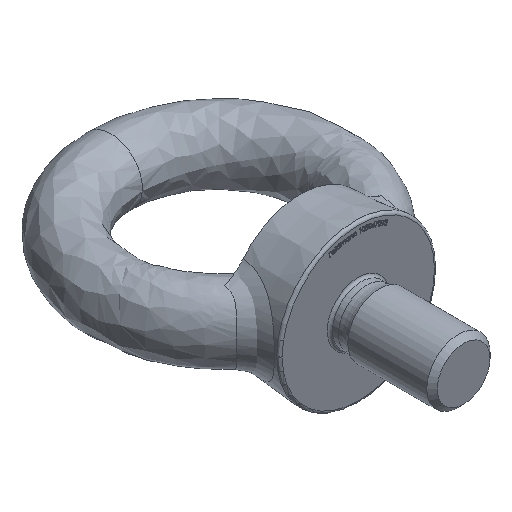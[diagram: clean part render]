
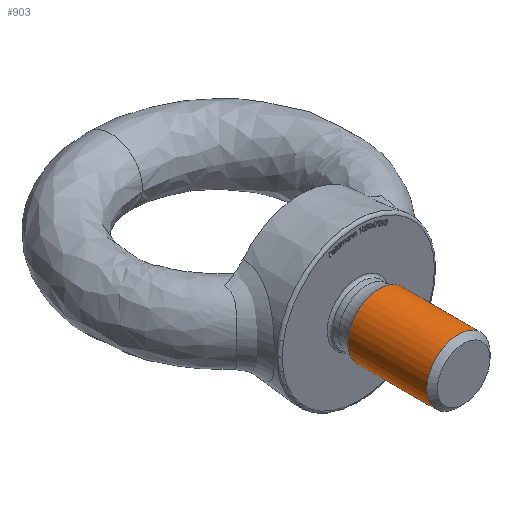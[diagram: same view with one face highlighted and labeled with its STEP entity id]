
A CAD part, isometric view. The second image highlights one B-rep face of the part: STEP entity #903.
In plain terms, the highlighted cylindrical face has radius 6 mm (diameter 12 mm), a full revolution.
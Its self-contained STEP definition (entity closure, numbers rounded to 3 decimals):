
#187 = CIRCLE ( 'NONE', #7976, 6. ) ;
#903 = ADVANCED_FACE ( 'NONE', ( #10784, #4881 ), #5913, .T. ) ;
#1459 = DIRECTION ( 'NONE',  ( -1., 0., 0. ) ) ;
#2018 = ORIENTED_EDGE ( 'NONE', *, *, #11008, .T. ) ;
#2049 = CARTESIAN_POINT ( 'NONE',  ( 0., -19., 0. ) ) ;
#2464 = DIRECTION ( 'NONE',  ( 0., 1., 0. ) ) ;
#3183 = EDGE_LOOP ( 'NONE', ( #6990 ) ) ;
#3602 = DIRECTION ( 'NONE',  ( 0., -1., 0. ) ) ;
#3727 = AXIS2_PLACEMENT_3D ( 'NONE', #9129, #2464, #1459 ) ;
#4133 = VERTEX_POINT ( 'NONE', #5234 ) ;
#4186 = DIRECTION ( 'NONE',  ( 0., 1., 0. ) ) ;
#4379 = EDGE_LOOP ( 'NONE', ( #2018 ) ) ;
#4881 = FACE_OUTER_BOUND ( 'NONE', #4379, .T. ) ;
#5234 = CARTESIAN_POINT ( 'NONE',  ( 6., -4., 0. ) ) ;
#5396 = DIRECTION ( 'NONE',  ( 1., 0., 0. ) ) ;
#5785 = CARTESIAN_POINT ( 'NONE',  ( 0., -4., 0. ) ) ;
#5913 = CYLINDRICAL_SURFACE ( 'NONE', #3727, 6. ) ;
#6990 = ORIENTED_EDGE ( 'NONE', *, *, #13582, .T. ) ;
#7976 = AXIS2_PLACEMENT_3D ( 'NONE', #2049, #4186, #5396 ) ;
#8023 = DIRECTION ( 'NONE',  ( 1., 0., 0. ) ) ;
#9129 = CARTESIAN_POINT ( 'NONE',  ( 0., -20., 0. ) ) ;
#9291 = AXIS2_PLACEMENT_3D ( 'NONE', #5785, #3602, #8023 ) ;
#9491 = CARTESIAN_POINT ( 'NONE',  ( 6., -19., 0. ) ) ;
#10784 = FACE_OUTER_BOUND ( 'NONE', #3183, .T. ) ;
#11008 = EDGE_CURVE ( 'NONE', #4133, #4133, #11680, .T. ) ;
#11680 = CIRCLE ( 'NONE', #9291, 6. ) ;
#13117 = VERTEX_POINT ( 'NONE', #9491 ) ;
#13582 = EDGE_CURVE ( 'NONE', #13117, #13117, #187, .T. ) ;
